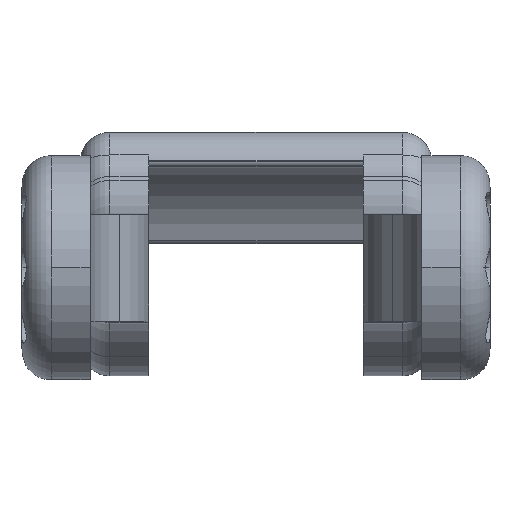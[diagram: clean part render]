
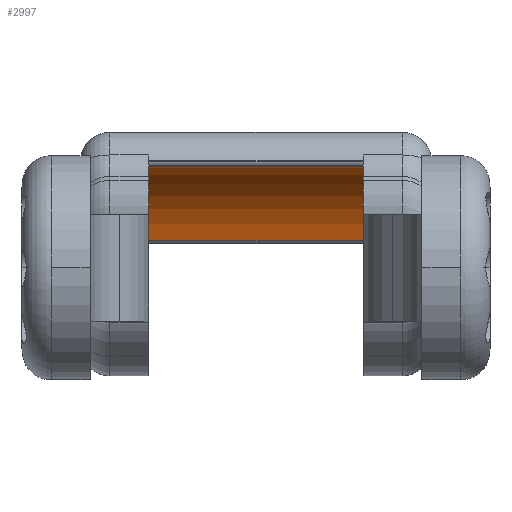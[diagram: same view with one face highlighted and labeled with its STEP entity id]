
A CAD part, top view. The second image highlights one B-rep face of the part: STEP entity #2997.
In plain terms, the highlighted cylindrical face has radius 11 mm (diameter 22 mm), a partial arc.
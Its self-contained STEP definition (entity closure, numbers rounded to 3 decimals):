
#166 = CIRCLE ( 'NONE', #6374, 11. ) ;
#520 = CARTESIAN_POINT ( 'NONE',  ( 13., 0., -60. ) ) ;
#622 = EDGE_CURVE ( 'NONE', #1253, #1362, #166, .T. ) ;
#705 = VECTOR ( 'NONE', #1256, 1000. ) ;
#738 = CARTESIAN_POINT ( 'NONE',  ( -16.233, 10.519, -56.784 ) ) ;
#746 = FACE_OUTER_BOUND ( 'NONE', #3524, .T. ) ;
#1035 = EDGE_CURVE ( 'NONE', #5026, #1362, #2293, .T. ) ;
#1063 = ORIENTED_EDGE ( 'NONE', *, *, #622, .F. ) ;
#1068 = ORIENTED_EDGE ( 'NONE', *, *, #4201, .T. ) ;
#1147 = DIRECTION ( 'NONE',  ( 0., 0., -1. ) ) ;
#1253 = VERTEX_POINT ( 'NONE', #4579 ) ;
#1256 = DIRECTION ( 'NONE',  ( -1., 0., 0. ) ) ;
#1362 = VERTEX_POINT ( 'NONE', #5478 ) ;
#1569 = DIRECTION ( 'NONE',  ( 1., 0., 0. ) ) ;
#2293 = LINE ( 'NONE', #738, #705 ) ;
#2464 = VECTOR ( 'NONE', #5163, 1000. ) ;
#2606 = VERTEX_POINT ( 'NONE', #3396 ) ;
#2620 = CARTESIAN_POINT ( 'NONE',  ( 35., 10.519, -56.784 ) ) ;
#2737 = DIRECTION ( 'NONE',  ( 1., 0., 0. ) ) ;
#2770 = EDGE_CURVE ( 'NONE', #1253, #2606, #6608, .T. ) ;
#2788 = ORIENTED_EDGE ( 'NONE', *, *, #2770, .T. ) ;
#2997 = ADVANCED_FACE ( 'NONE', ( #746 ), #3888, .F. ) ;
#3046 = CARTESIAN_POINT ( 'NONE',  ( -16.233, 2.967, -70.592 ) ) ;
#3396 = CARTESIAN_POINT ( 'NONE',  ( 35., 2.967, -70.592 ) ) ;
#3524 = EDGE_LOOP ( 'NONE', ( #1068, #6518, #1063, #2788 ) ) ;
#3635 = DIRECTION ( 'NONE',  ( 1., 0., 0. ) ) ;
#3796 = DIRECTION ( 'NONE',  ( 0., 0., -1. ) ) ;
#3888 = CYLINDRICAL_SURFACE ( 'NONE', #6231, 11. ) ;
#4201 = EDGE_CURVE ( 'NONE', #2606, #5026, #6681, .T. ) ;
#4354 = CARTESIAN_POINT ( 'NONE',  ( -16.233, 0., -60. ) ) ;
#4579 = CARTESIAN_POINT ( 'NONE',  ( 13., 2.967, -70.592 ) ) ;
#5026 = VERTEX_POINT ( 'NONE', #2620 ) ;
#5163 = DIRECTION ( 'NONE',  ( 1., 0., 0. ) ) ;
#5478 = CARTESIAN_POINT ( 'NONE',  ( 13., 10.519, -56.784 ) ) ;
#5791 = DIRECTION ( 'NONE',  ( 0., 0., -1. ) ) ;
#5920 = AXIS2_PLACEMENT_3D ( 'NONE', #6312, #1569, #1147 ) ;
#6231 = AXIS2_PLACEMENT_3D ( 'NONE', #4354, #2737, #3796 ) ;
#6312 = CARTESIAN_POINT ( 'NONE',  ( 35., 0., -60. ) ) ;
#6374 = AXIS2_PLACEMENT_3D ( 'NONE', #520, #3635, #5791 ) ;
#6518 = ORIENTED_EDGE ( 'NONE', *, *, #1035, .T. ) ;
#6608 = LINE ( 'NONE', #3046, #2464 ) ;
#6681 = CIRCLE ( 'NONE', #5920, 11. ) ;
